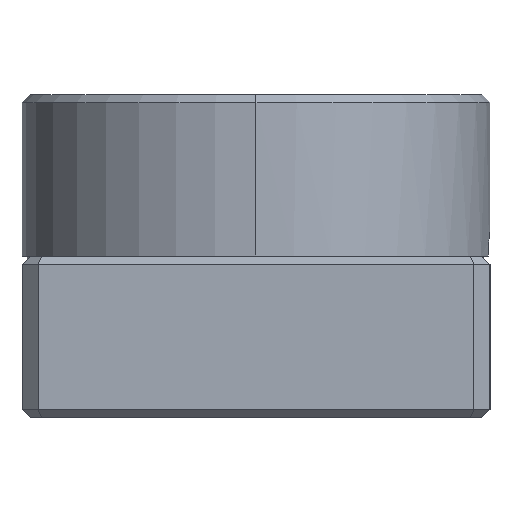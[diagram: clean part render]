
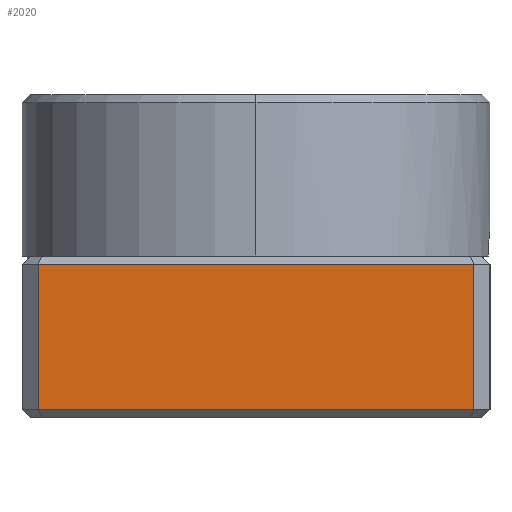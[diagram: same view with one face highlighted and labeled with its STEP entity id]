
A CAD part, left-side view. The second image highlights one B-rep face of the part: STEP entity #2020.
In plain terms, the highlighted planar face has unit normal (-1, 0, 0).
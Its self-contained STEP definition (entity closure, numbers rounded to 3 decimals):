
#131 = CARTESIAN_POINT ( 'NONE',  ( -50., 27., 20. ) ) ;
#191 = LINE ( 'NONE', #2221, #599 ) ;
#240 = ORIENTED_EDGE ( 'NONE', *, *, #2381, .T. ) ;
#308 = CARTESIAN_POINT ( 'NONE',  ( -50., -27., 20. ) ) ;
#332 = VECTOR ( 'NONE', #1222, 1000. ) ;
#357 = EDGE_LOOP ( 'NONE', ( #1061, #1533, #1582, #240 ) ) ;
#457 = VECTOR ( 'NONE', #1592, 1000. ) ;
#471 = CARTESIAN_POINT ( 'NONE',  ( -50., -27., 19. ) ) ;
#500 = DIRECTION ( 'NONE',  ( 0., -1., 0. ) ) ;
#599 = VECTOR ( 'NONE', #500, 1000. ) ;
#730 = VECTOR ( 'NONE', #1732, 1000. ) ;
#734 = CARTESIAN_POINT ( 'NONE',  ( -50., -27., 1. ) ) ;
#788 = EDGE_CURVE ( 'NONE', #1956, #1403, #831, .T. ) ;
#831 = LINE ( 'NONE', #308, #332 ) ;
#856 = EDGE_CURVE ( 'NONE', #2080, #2011, #2195, .T. ) ;
#1016 = EDGE_CURVE ( 'NONE', #2011, #1403, #191, .T. ) ;
#1044 = CARTESIAN_POINT ( 'NONE',  ( -50., 27., 19. ) ) ;
#1061 = ORIENTED_EDGE ( 'NONE', *, *, #856, .T. ) ;
#1069 = DIRECTION ( 'NONE',  ( 0., 1., 0. ) ) ;
#1103 = FACE_OUTER_BOUND ( 'NONE', #357, .T. ) ;
#1169 = CARTESIAN_POINT ( 'NONE',  ( -50., 27., 19. ) ) ;
#1222 = DIRECTION ( 'NONE',  ( 0., 0., -1. ) ) ;
#1228 = LINE ( 'NONE', #1169, #730 ) ;
#1231 = CARTESIAN_POINT ( 'NONE',  ( -50., 27., 20. ) ) ;
#1252 = DIRECTION ( 'NONE',  ( 1., 0., 0. ) ) ;
#1403 = VERTEX_POINT ( 'NONE', #734 ) ;
#1533 = ORIENTED_EDGE ( 'NONE', *, *, #1016, .T. ) ;
#1582 = ORIENTED_EDGE ( 'NONE', *, *, #788, .F. ) ;
#1592 = DIRECTION ( 'NONE',  ( 0., 0., -1. ) ) ;
#1732 = DIRECTION ( 'NONE',  ( 0., 1., 0. ) ) ;
#1956 = VERTEX_POINT ( 'NONE', #471 ) ;
#2011 = VERTEX_POINT ( 'NONE', #2372 ) ;
#2020 = ADVANCED_FACE ( 'NONE', ( #1103 ), #2357, .F. ) ;
#2080 = VERTEX_POINT ( 'NONE', #1044 ) ;
#2195 = LINE ( 'NONE', #1231, #457 ) ;
#2221 = CARTESIAN_POINT ( 'NONE',  ( -50., 27., 1. ) ) ;
#2357 = PLANE ( 'NONE',  #2388 ) ;
#2372 = CARTESIAN_POINT ( 'NONE',  ( -50., 27., 1. ) ) ;
#2381 = EDGE_CURVE ( 'NONE', #1956, #2080, #1228, .T. ) ;
#2388 = AXIS2_PLACEMENT_3D ( 'NONE', #131, #1252, #1069 ) ;
